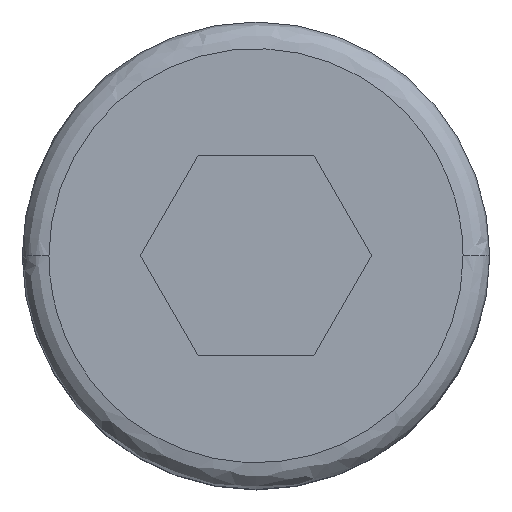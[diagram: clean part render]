
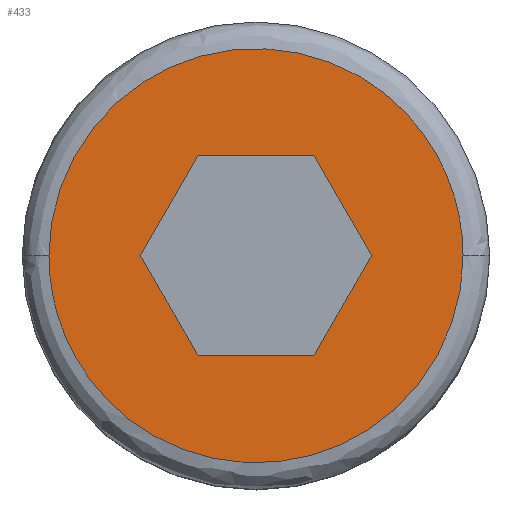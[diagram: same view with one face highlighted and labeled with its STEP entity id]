
A CAD part, top view. The second image highlights one B-rep face of the part: STEP entity #433.
In plain terms, the highlighted planar face has unit normal (0, 0, 1).
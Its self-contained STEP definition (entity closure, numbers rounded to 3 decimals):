
#6 = LINE ( 'NONE', #308, #643 ) ;
#13 = VECTOR ( 'NONE', #311, 1000. ) ;
#31 = CARTESIAN_POINT ( 'NONE',  ( 0., 1.5, 4. ) ) ;
#38 = DIRECTION ( 'NONE',  ( 1., 0., 0. ) ) ;
#40 = ORIENTED_EDGE ( 'NONE', *, *, #55, .T. ) ;
#48 = EDGE_LOOP ( 'NONE', ( #365, #128 ) ) ;
#55 = EDGE_CURVE ( 'NONE', #604, #608, #654, .T. ) ;
#58 = CARTESIAN_POINT ( 'NONE',  ( -3.1, 6.2, 4. ) ) ;
#59 = VERTEX_POINT ( 'NONE', #504 ) ;
#77 = VECTOR ( 'NONE', #580, 1000. ) ;
#94 = CARTESIAN_POINT ( 'NONE',  ( -1.732, 0., 4. ) ) ;
#96 = CARTESIAN_POINT ( 'NONE',  ( 3.1, 0., 4. ) ) ;
#108 = CARTESIAN_POINT ( 'NONE',  ( -3.1, 0., 4. ) ) ;
#109 = VERTEX_POINT ( 'NONE', #236 ) ;
#112 = CARTESIAN_POINT ( 'NONE',  ( 3.1, 6.2, 4. ) ) ;
#113 = AXIS2_PLACEMENT_3D ( 'NONE', #405, #656, #38 ) ;
#124 = EDGE_CURVE ( 'NONE', #608, #59, #583, .T. ) ;
#128 = ORIENTED_EDGE ( 'NONE', *, *, #669, .F. ) ;
#151 = ORIENTED_EDGE ( 'NONE', *, *, #172, .T. ) ;
#152 = ORIENTED_EDGE ( 'NONE', *, *, #424, .T. ) ;
#172 = EDGE_CURVE ( 'NONE', #454, #109, #6, .T. ) ;
#188 = VERTEX_POINT ( 'NONE', #467 ) ;
#189 = CARTESIAN_POINT ( 'NONE',  ( 1.299, -0.75, 4. ) ) ;
#207 = VERTEX_POINT ( 'NONE', #96 ) ;
#211 = CARTESIAN_POINT ( 'NONE',  ( 0.866, 1.5, 4. ) ) ;
#221 = CARTESIAN_POINT ( 'NONE',  ( 0.866, -1.5, 4. ) ) ;
#236 = CARTESIAN_POINT ( 'NONE',  ( -0.866, 1.5, 4. ) ) ;
#268 = LINE ( 'NONE', #31, #670 ) ;
#271 = VERTEX_POINT ( 'NONE', #211 ) ;
#274 = VECTOR ( 'NONE', #297, 1000. ) ;
#279 = CARTESIAN_POINT ( 'NONE',  ( -3.1, -6.2, 4. ) ) ;
#297 = DIRECTION ( 'NONE',  ( 0.5, -0.866, 0. ) ) ;
#302 = DIRECTION ( 'NONE',  ( 1., 0., 0. ) ) ;
#308 = CARTESIAN_POINT ( 'NONE',  ( -1.732, 0., 4. ) ) ;
#311 = DIRECTION ( 'NONE',  ( -1., 0., 0. ) ) ;
#313 = FACE_OUTER_BOUND ( 'NONE', #48, .T. ) ;
#318 = CARTESIAN_POINT ( 'NONE',  ( 0., -1.5, 4. ) ) ;
#332 = EDGE_CURVE ( 'NONE', #207, #188, #659, .T. ) ;
#363 = DIRECTION ( 'NONE',  ( 0.5, 0.866, 0. ) ) ;
#365 = ORIENTED_EDGE ( 'NONE', *, *, #332, .F. ) ;
#381 = LINE ( 'NONE', #663, #274 ) ;
#397 = EDGE_CURVE ( 'NONE', #109, #271, #268, .T. ) ;
#399 = FACE_BOUND ( 'NONE', #456, .T. ) ;
#405 = CARTESIAN_POINT ( 'NONE',  ( 1.55, 0., 4. ) ) ;
#411 = CARTESIAN_POINT ( 'NONE',  ( 1.732, 0., 4. ) ) ;
#424 = EDGE_CURVE ( 'NONE', #271, #604, #381, .T. ) ;
#433 = ADVANCED_FACE ( 'NONE', ( #313, #399 ), #548, .T. ) ;
#454 = VERTEX_POINT ( 'NONE', #94 ) ;
#456 = EDGE_LOOP ( 'NONE', ( #632, #151, #615, #152, #40, #520 ) ) ;
#467 = CARTESIAN_POINT ( 'NONE',  ( -3.1, 0., 4. ) ) ;
#491 = CARTESIAN_POINT ( 'NONE',  ( 3.1, -6.2, 4. ) ) ;
#497 = LINE ( 'NONE', #527, #77 ) ;
#504 = CARTESIAN_POINT ( 'NONE',  ( -0.866, -1.5, 4. ) ) ;
#520 = ORIENTED_EDGE ( 'NONE', *, *, #124, .T. ) ;
#527 = CARTESIAN_POINT ( 'NONE',  ( -1.299, -0.75, 4. ) ) ;
#531 =( BOUNDED_CURVE ( )  B_SPLINE_CURVE ( 3, ( #108, #58, #112, #576 ),
 .UNSPECIFIED., .F., .F. ) 
 B_SPLINE_CURVE_WITH_KNOTS ( ( 4, 4 ),
 ( 0.5, 1. ),
 .UNSPECIFIED. ) 
 CURVE ( )  GEOMETRIC_REPRESENTATION_ITEM ( )  RATIONAL_B_SPLINE_CURVE ( ( 1., 0.333, 0.333, 1. ) ) 
 REPRESENTATION_ITEM ( '' )  );
#548 = PLANE ( 'NONE',  #113 ) ;
#549 = VECTOR ( 'NONE', #661, 1000. ) ;
#576 = CARTESIAN_POINT ( 'NONE',  ( 3.1, 0., 4. ) ) ;
#580 = DIRECTION ( 'NONE',  ( -0.5, 0.866, 0. ) ) ;
#583 = LINE ( 'NONE', #318, #13 ) ;
#590 = CARTESIAN_POINT ( 'NONE',  ( 3.1, 0., 4. ) ) ;
#604 = VERTEX_POINT ( 'NONE', #411 ) ;
#608 = VERTEX_POINT ( 'NONE', #221 ) ;
#615 = ORIENTED_EDGE ( 'NONE', *, *, #397, .T. ) ;
#632 = ORIENTED_EDGE ( 'NONE', *, *, #635, .T. ) ;
#635 = EDGE_CURVE ( 'NONE', #59, #454, #497, .T. ) ;
#643 = VECTOR ( 'NONE', #363, 1000. ) ;
#648 = CARTESIAN_POINT ( 'NONE',  ( -3.1, 0., 4. ) ) ;
#654 = LINE ( 'NONE', #189, #549 ) ;
#656 = DIRECTION ( 'NONE',  ( 0., 0., 1. ) ) ;
#659 =( BOUNDED_CURVE ( )  B_SPLINE_CURVE ( 3, ( #590, #491, #279, #648 ),
 .UNSPECIFIED., .F., .F. ) 
 B_SPLINE_CURVE_WITH_KNOTS ( ( 4, 4 ),
 ( 0., 0.5 ),
 .UNSPECIFIED. ) 
 CURVE ( )  GEOMETRIC_REPRESENTATION_ITEM ( )  RATIONAL_B_SPLINE_CURVE ( ( 1., 0.333, 0.333, 1. ) ) 
 REPRESENTATION_ITEM ( '' )  );
#661 = DIRECTION ( 'NONE',  ( -0.5, -0.866, 0. ) ) ;
#663 = CARTESIAN_POINT ( 'NONE',  ( 1.299, 0.75, 4. ) ) ;
#669 = EDGE_CURVE ( 'NONE', #188, #207, #531, .T. ) ;
#670 = VECTOR ( 'NONE', #302, 1000. ) ;
